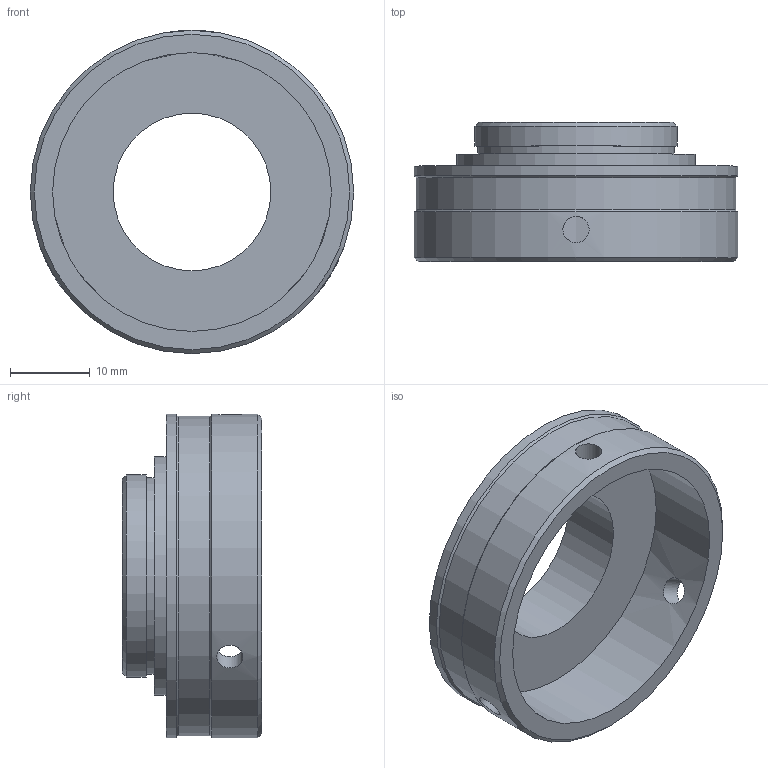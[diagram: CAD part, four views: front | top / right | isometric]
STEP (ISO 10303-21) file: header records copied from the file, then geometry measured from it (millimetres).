
FILE_DESCRIPTION (( 'STEP AP203' ), '1' );
FILE_NAME ('693012.STEP', '2024-07-15T02:00:29', ( 'Windows User' ), ( 'P R C' ), 'SwSTEP 2.0', 'SolidWorks 2020', '' );
FILE_SCHEMA (( 'CONFIG_CONTROL_DESIGN' ));
Length unit declared in the file: millimetre
Products named in the file (1): 693012
Bounding box: 40.6 x 17.5 x 40.6 mm (x, y, z)
Volume: 6757.2 mm3; surface area: 5557.3 mm2
Topology: 1 solids, 1 shells, 21 faces, 44 edges, 29 vertices
Faces by surface type: cylinder 11, plane 6, cone 4
Full cylindrical faces by diameter (mm): 3.3 x3, 19.8 x1, 24.65 x1, 25.4 x1, 30 x1, 35 x1, 40.1 x1, 40.6 x2
Entity records: 839 total; most frequent: CARTESIAN_POINT 380, DIRECTION 80, EDGE_LOOP 48, ORIENTED_EDGE 48, AXIS2_PLACEMENT_3D 40, FACE_OUTER_BOUND 32, VERTEX_POINT 24, EDGE_CURVE 24
